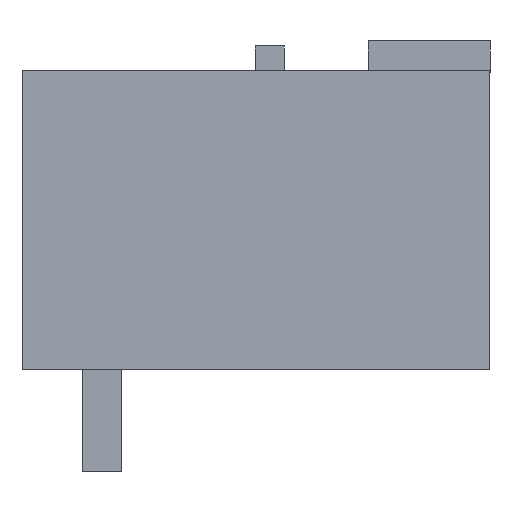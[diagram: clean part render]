
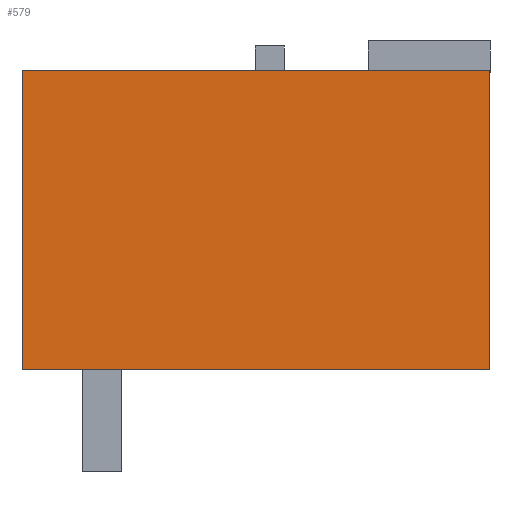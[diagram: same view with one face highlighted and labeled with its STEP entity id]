
A CAD part, left-side view. The second image highlights one B-rep face of the part: STEP entity #579.
In plain terms, the highlighted planar face has unit normal (-1, 0, 0).
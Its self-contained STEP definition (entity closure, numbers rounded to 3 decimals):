
#559=AXIS2_PLACEMENT_3D('Plane Axis2P3D',#556,#557,#558) ;
#95=CARTESIAN_POINT('Vertex',(0.,0.,10.88)) ;
#98=CARTESIAN_POINT('Line Origine',(0.,0.,7.04)) ;
#102=CARTESIAN_POINT('Vertex',(0.,0.,3.2)) ;
#387=CARTESIAN_POINT('Vertex',(0.,12.,10.88)) ;
#390=CARTESIAN_POINT('Line Origine',(0.,6.,10.88)) ;
#556=CARTESIAN_POINT('Axis2P3D Location',(0.,0.,10.88)) ;
#561=CARTESIAN_POINT('Line Origine',(0.,6.,3.2)) ;
#565=CARTESIAN_POINT('Vertex',(0.,12.,3.2)) ;
#568=CARTESIAN_POINT('Line Origine',(0.,12.,7.04)) ;
#99=DIRECTION('Vector Direction',(0.,0.,-1.)) ;
#391=DIRECTION('Vector Direction',(0.,1.,0.)) ;
#557=DIRECTION('Axis2P3D Direction',(1.,0.,0.)) ;
#558=DIRECTION('Axis2P3D XDirection',(0.,0.,-1.)) ;
#562=DIRECTION('Vector Direction',(0.,1.,0.)) ;
#569=DIRECTION('Vector Direction',(0.,0.,-1.)) ;
#100=VECTOR('Line Direction',#99,1.) ;
#392=VECTOR('Line Direction',#391,1.) ;
#563=VECTOR('Line Direction',#562,1.) ;
#570=VECTOR('Line Direction',#569,1.) ;
#574=ORIENTED_EDGE('',*,*,#567,.F.) ;
#575=ORIENTED_EDGE('',*,*,#104,.F.) ;
#576=ORIENTED_EDGE('',*,*,#394,.T.) ;
#577=ORIENTED_EDGE('',*,*,#572,.F.) ;
#579=ADVANCED_FACE('HOUSING',(#578),#560,.F.) ;
#104=EDGE_CURVE('',#96,#103,#101,.T.) ;
#394=EDGE_CURVE('',#96,#388,#393,.T.) ;
#567=EDGE_CURVE('',#103,#566,#564,.T.) ;
#572=EDGE_CURVE('',#566,#388,#571,.F.) ;
#573=EDGE_LOOP('',(#574,#575,#576,#577)) ;
#578=FACE_OUTER_BOUND('',#573,.T.) ;
#101=LINE('Line',#98,#100) ;
#393=LINE('Line',#390,#392) ;
#564=LINE('Line',#561,#563) ;
#571=LINE('Line',#568,#570) ;
#560=PLANE('',#559) ;
#96=VERTEX_POINT('',#95) ;
#103=VERTEX_POINT('',#102) ;
#388=VERTEX_POINT('',#387) ;
#566=VERTEX_POINT('',#565) ;
